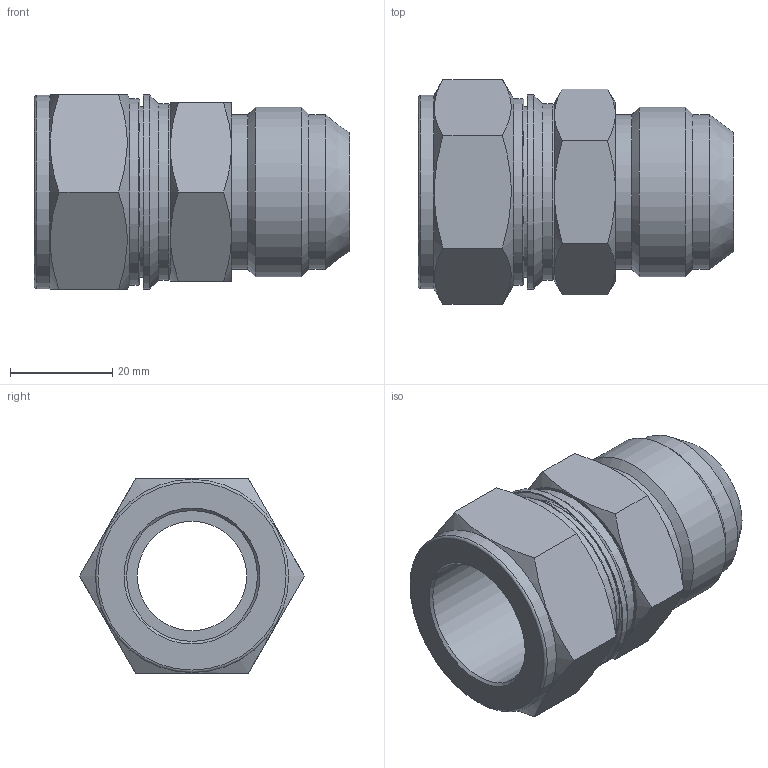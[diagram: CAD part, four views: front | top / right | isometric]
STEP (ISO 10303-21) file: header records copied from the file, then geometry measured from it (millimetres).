
FILE_DESCRIPTION(/* description */ (''),/* implementation_level */ '2;1');
FILE_NAME(/* name */ 'SAUI-16-16U.stp',/* time_stamp */ '2022-04-20T16:50:39+09:00',/* author */ ('user'),/* organization */ (''),/* preprocessor_version */ 'ST-DEVELOPER v18.1',/* originating_system */ 'Autodesk Inventor 2022',/* authorisation */ '');
FILE_SCHEMA (('AUTOMOTIVE_DESIGN { 1 0 10303 214 3 1 1 }'));
Length unit declared in the file: millimetre
Products named in the file (1): SAUI-16-16U
Bounding box: 61.65 x 43.99 x 38.1 mm (x, y, z)
Volume: 33359.2 mm3; surface area: 14749.3 mm2
Topology: 1 solids, 1 shells, 57 faces, 119 edges, 70 vertices
Faces by surface type: cone 23, plane 20, cylinder 12, torus 2
Full cylindrical faces by diameter (mm): 21.4 x1, 25.6 x1, 30.3 x2, 31.45 x1, 31.85 x1, 33.2 x1, 33.34 x1, 34.5 x1, 36.5 x1, 37.8 x1, 38 x1
Entity records: 1506 total; most frequent: CARTESIAN_POINT 319, DIRECTION 247, ORIENTED_EDGE 238, EDGE_CURVE 119, AXIS2_PLACEMENT_3D 106, VERTEX_POINT 70, EDGE_LOOP 65, FACE_OUTER_BOUND 57
